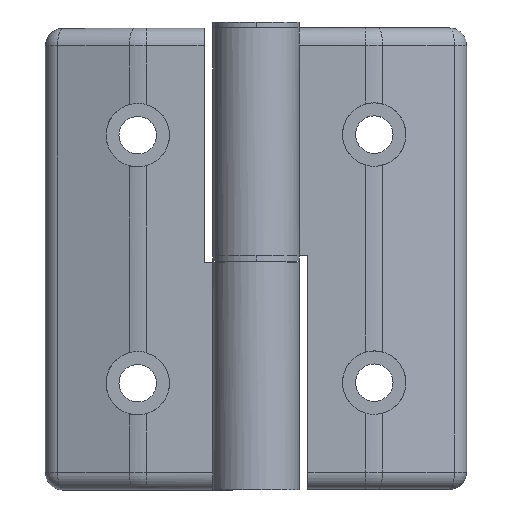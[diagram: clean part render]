
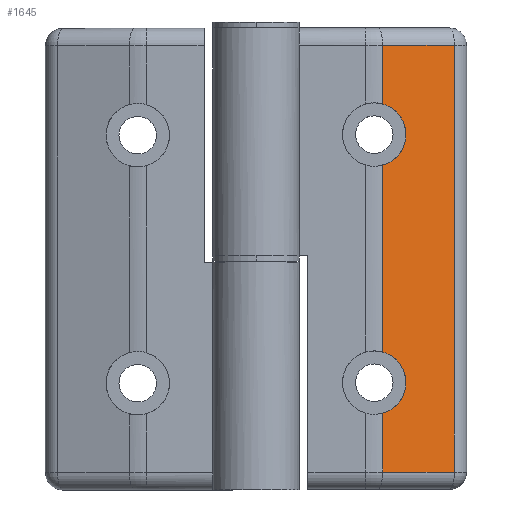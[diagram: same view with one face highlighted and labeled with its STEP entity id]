
A CAD part, top view. The second image highlights one B-rep face of the part: STEP entity #1645.
In plain terms, the highlighted planar face has unit normal (0.292, 0, 0.956).
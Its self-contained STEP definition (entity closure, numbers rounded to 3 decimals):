
#29 = EDGE_CURVE ( 'NONE', #2957, #1258, #2531, .T. ) ;
#36 = CARTESIAN_POINT ( 'NONE',  ( 26., 61.5, -1.682 ) ) ;
#38 = CARTESIAN_POINT ( 'NONE',  ( 26., 58.914, -1.682 ) ) ;
#46 = PLANE ( 'NONE',  #3255 ) ;
#212 = CARTESIAN_POINT ( 'NONE',  ( 21.929, 13.189, -0.437 ) ) ;
#219 = DIRECTION ( 'NONE',  ( 0., 1., 0. ) ) ;
#244 = CARTESIAN_POINT ( 'NONE',  ( 21.929, 80., -0.437 ) ) ;
#256 = LINE ( 'NONE', #2973, #2993 ) ;
#292 = EDGE_CURVE ( 'NONE', #1539, #2771, #429, .T. ) ;
#312 = CARTESIAN_POINT ( 'NONE',  ( 26., 61.5, -1.682 ) ) ;
#358 = VERTEX_POINT ( 'NONE', #1750 ) ;
#406 = ORIENTED_EDGE ( 'NONE', *, *, #2849, .F. ) ;
#428 = CARTESIAN_POINT ( 'NONE',  ( 26., 18.5, -1.682 ) ) ;
#429 =( BOUNDED_CURVE ( )  B_SPLINE_CURVE ( 3, ( #428, #3005, #2702, #3209 ),
 .UNSPECIFIED., .F., .F. ) 
 B_SPLINE_CURVE_WITH_KNOTS ( ( 4, 4 ),
 ( 3.142, 4.45 ),
 .UNSPECIFIED. ) 
 CURVE ( )  GEOMETRIC_REPRESENTATION_ITEM ( )  RATIONAL_B_SPLINE_CURVE ( ( 1., 0.862, 0.862, 1. ) ) 
 REPRESENTATION_ITEM ( '' )  );
#457 = EDGE_CURVE ( 'NONE', #2801, #1811, #1739, .T. ) ;
#490 = CARTESIAN_POINT ( 'NONE',  ( 33.5, 77., -3.974 ) ) ;
#537 = ORIENTED_EDGE ( 'NONE', *, *, #292, .F. ) ;
#566 = ORIENTED_EDGE ( 'NONE', *, *, #990, .F. ) ;
#579 = CARTESIAN_POINT ( 'NONE',  ( 36.5, 80., -4.892 ) ) ;
#653 = VECTOR ( 'NONE', #3128, 1000. ) ;
#665 = CARTESIAN_POINT ( 'NONE',  ( 34.377, 3., -4.243 ) ) ;
#721 = EDGE_CURVE ( 'NONE', #2390, #2957, #256, .T. ) ;
#739 = EDGE_CURVE ( 'NONE', #358, #2390, #1990, .T. ) ;
#806 = FACE_OUTER_BOUND ( 'NONE', #2153, .T. ) ;
#990 = EDGE_CURVE ( 'NONE', #2771, #2801, #1357, .T. ) ;
#1209 = CARTESIAN_POINT ( 'NONE',  ( 21.929, 23.811, -0.437 ) ) ;
#1258 = VERTEX_POINT ( 'NONE', #2095 ) ;
#1276 = CARTESIAN_POINT ( 'NONE',  ( 34.377, 77., -4.243 ) ) ;
#1291 = VECTOR ( 'NONE', #3183, 1000. ) ;
#1357 = LINE ( 'NONE', #2061, #653 ) ;
#1426 = EDGE_CURVE ( 'NONE', #1258, #3081, #2127, .T. ) ;
#1539 = VERTEX_POINT ( 'NONE', #3220 ) ;
#1575 = DIRECTION ( 'NONE',  ( -0.292, 0., -0.956 ) ) ;
#1645 = ADVANCED_FACE ( 'NONE', ( #806 ), #46, .F. ) ;
#1739 =( BOUNDED_CURVE ( )  B_SPLINE_CURVE ( 3, ( #2529, #3019, #38, #312 ),
 .UNSPECIFIED., .F., .F. ) 
 B_SPLINE_CURVE_WITH_KNOTS ( ( 4, 4 ),
 ( 1.834, 3.142 ),
 .UNSPECIFIED. ) 
 CURVE ( )  GEOMETRIC_REPRESENTATION_ITEM ( )  RATIONAL_B_SPLINE_CURVE ( ( 1., 0.862, 0.862, 1. ) ) 
 REPRESENTATION_ITEM ( '' )  );
#1745 = LINE ( 'NONE', #244, #2358 ) ;
#1750 = CARTESIAN_POINT ( 'NONE',  ( 21.929, 77., -0.437 ) ) ;
#1778 = VECTOR ( 'NONE', #1792, 1000. ) ;
#1792 = DIRECTION ( 'NONE',  ( 0.956, 0., -0.292 ) ) ;
#1811 = VERTEX_POINT ( 'NONE', #2178 ) ;
#1953 = ORIENTED_EDGE ( 'NONE', *, *, #29, .F. ) ;
#1960 = ORIENTED_EDGE ( 'NONE', *, *, #3093, .F. ) ;
#1965 = CARTESIAN_POINT ( 'NONE',  ( 26., 15.914, -1.682 ) ) ;
#1980 = ORIENTED_EDGE ( 'NONE', *, *, #2357, .F. ) ;
#1990 = LINE ( 'NONE', #490, #1778 ) ;
#2013 = CARTESIAN_POINT ( 'NONE',  ( 21.929, 56.189, -0.437 ) ) ;
#2032 = CARTESIAN_POINT ( 'NONE',  ( 21.929, 66.811, -0.437 ) ) ;
#2038 = DIRECTION ( 'NONE',  ( 0., -1., 0. ) ) ;
#2061 = CARTESIAN_POINT ( 'NONE',  ( 21.929, 80., -0.437 ) ) ;
#2095 = CARTESIAN_POINT ( 'NONE',  ( 21.929, 3., -0.437 ) ) ;
#2110 = DIRECTION ( 'NONE',  ( 0.956, 0., -0.292 ) ) ;
#2127 = LINE ( 'NONE', #3136, #1291 ) ;
#2153 = EDGE_LOOP ( 'NONE', ( #406, #1980, #3223, #566, #537, #1960, #3026, #1953, #3282, #3272 ) ) ;
#2178 = CARTESIAN_POINT ( 'NONE',  ( 26., 61.5, -1.682 ) ) ;
#2229 = VERTEX_POINT ( 'NONE', #2717 ) ;
#2241 = CARTESIAN_POINT ( 'NONE',  ( 24.427, 66.139, -1.201 ) ) ;
#2278 = CARTESIAN_POINT ( 'NONE',  ( 26., 64.086, -1.682 ) ) ;
#2327 = CARTESIAN_POINT ( 'NONE',  ( 36.5, 3., -4.892 ) ) ;
#2357 = EDGE_CURVE ( 'NONE', #1811, #2229, #2556, .T. ) ;
#2358 = VECTOR ( 'NONE', #219, 1000. ) ;
#2390 = VERTEX_POINT ( 'NONE', #1276 ) ;
#2529 = CARTESIAN_POINT ( 'NONE',  ( 21.929, 56.189, -0.437 ) ) ;
#2531 = LINE ( 'NONE', #2327, #2562 ) ;
#2556 =( BOUNDED_CURVE ( )  B_SPLINE_CURVE ( 3, ( #36, #2278, #2241, #2032 ),
 .UNSPECIFIED., .F., .F. ) 
 B_SPLINE_CURVE_WITH_KNOTS ( ( 4, 4 ),
 ( 3.142, 4.45 ),
 .UNSPECIFIED. ) 
 CURVE ( )  GEOMETRIC_REPRESENTATION_ITEM ( )  RATIONAL_B_SPLINE_CURVE ( ( 1., 0.862, 0.862, 1. ) ) 
 REPRESENTATION_ITEM ( '' )  );
#2562 = VECTOR ( 'NONE', #3039, 1000. ) ;
#2702 = CARTESIAN_POINT ( 'NONE',  ( 24.427, 23.139, -1.201 ) ) ;
#2717 = CARTESIAN_POINT ( 'NONE',  ( 21.929, 66.811, -0.437 ) ) ;
#2761 = CARTESIAN_POINT ( 'NONE',  ( 21.929, 13.189, -0.437 ) ) ;
#2771 = VERTEX_POINT ( 'NONE', #1209 ) ;
#2801 = VERTEX_POINT ( 'NONE', #2013 ) ;
#2849 = EDGE_CURVE ( 'NONE', #2229, #358, #1745, .T. ) ;
#2936 = CARTESIAN_POINT ( 'NONE',  ( 24.427, 13.861, -1.201 ) ) ;
#2957 = VERTEX_POINT ( 'NONE', #665 ) ;
#2973 = CARTESIAN_POINT ( 'NONE',  ( 34.377, 80., -4.243 ) ) ;
#2993 = VECTOR ( 'NONE', #2038, 1000. ) ;
#3005 = CARTESIAN_POINT ( 'NONE',  ( 26., 21.086, -1.682 ) ) ;
#3019 = CARTESIAN_POINT ( 'NONE',  ( 24.427, 56.861, -1.201 ) ) ;
#3026 = ORIENTED_EDGE ( 'NONE', *, *, #1426, .F. ) ;
#3039 = DIRECTION ( 'NONE',  ( -0.956, 0., 0.292 ) ) ;
#3081 = VERTEX_POINT ( 'NONE', #2761 ) ;
#3093 = EDGE_CURVE ( 'NONE', #3081, #1539, #3113, .T. ) ;
#3113 =( BOUNDED_CURVE ( )  B_SPLINE_CURVE ( 3, ( #212, #2936, #1965, #3211 ),
 .UNSPECIFIED., .F., .F. ) 
 B_SPLINE_CURVE_WITH_KNOTS ( ( 4, 4 ),
 ( 1.834, 3.142 ),
 .UNSPECIFIED. ) 
 CURVE ( )  GEOMETRIC_REPRESENTATION_ITEM ( )  RATIONAL_B_SPLINE_CURVE ( ( 1., 0.862, 0.862, 1. ) ) 
 REPRESENTATION_ITEM ( '' )  );
#3128 = DIRECTION ( 'NONE',  ( 0., 1., 0. ) ) ;
#3136 = CARTESIAN_POINT ( 'NONE',  ( 21.929, 80., -0.437 ) ) ;
#3183 = DIRECTION ( 'NONE',  ( 0., 1., 0. ) ) ;
#3209 = CARTESIAN_POINT ( 'NONE',  ( 21.929, 23.811, -0.437 ) ) ;
#3211 = CARTESIAN_POINT ( 'NONE',  ( 26., 18.5, -1.682 ) ) ;
#3220 = CARTESIAN_POINT ( 'NONE',  ( 26., 18.5, -1.682 ) ) ;
#3223 = ORIENTED_EDGE ( 'NONE', *, *, #457, .F. ) ;
#3255 = AXIS2_PLACEMENT_3D ( 'NONE', #579, #1575, #2110 ) ;
#3272 = ORIENTED_EDGE ( 'NONE', *, *, #739, .F. ) ;
#3282 = ORIENTED_EDGE ( 'NONE', *, *, #721, .F. ) ;
